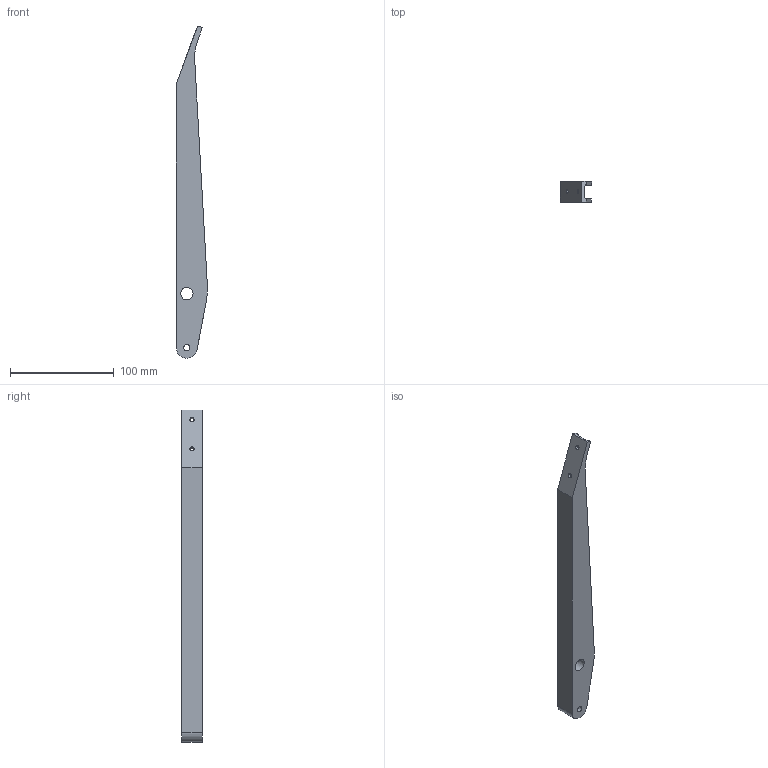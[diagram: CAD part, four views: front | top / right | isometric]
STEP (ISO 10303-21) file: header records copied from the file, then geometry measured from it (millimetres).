
FILE_DESCRIPTION(('CATIA V5 STEP Exchange'),'2;1');
FILE_NAME('FR_04002 (Brake Pedale Stick).stp','2022-02-17T14:54:56+00:00',('none'),('none'),'CATIA Version 5 Release 19 SP 2 (IN-10)','CATIA V5 STEP AP203','none');
FILE_SCHEMA(('CONFIG_CONTROL_DESIGN'));
Length unit declared in the file: millimetre
Products named in the file (1): FR_04002 
Bounding box: 29.9 x 20 x 320.19 mm (x, y, z)
Volume: 68269.5 mm3; surface area: 38667.9 mm2
Topology: 1 solids, 1 shells, 52 faces, 149 edges, 99 vertices
Faces by surface type: plane 26, cylinder 19, cone 7
Entity records: 1739 total; most frequent: CARTESIAN_POINT 381, ORIENTED_EDGE 298, DIRECTION 221, EDGE_CURVE 149, VERTEX_POINT 99, AXIS2_PLACEMENT_3D 92, VECTOR 87, LINE 87
